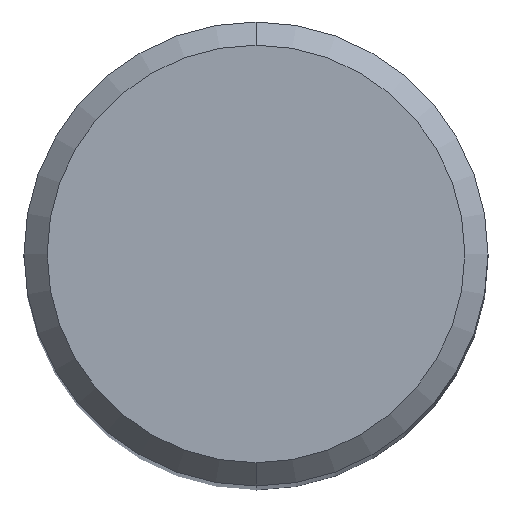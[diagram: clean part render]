
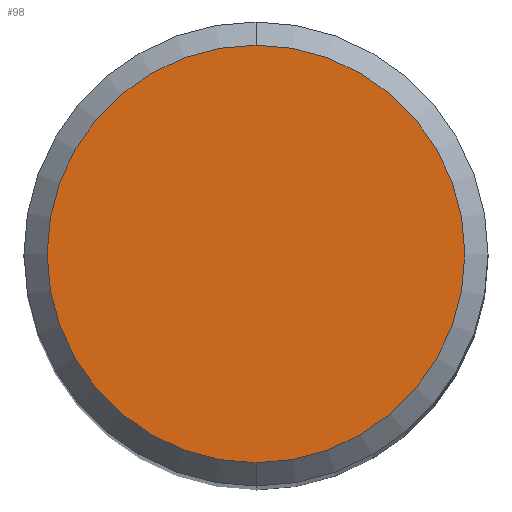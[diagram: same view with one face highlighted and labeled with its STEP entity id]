
A CAD part, top view. The second image highlights one B-rep face of the part: STEP entity #98.
In plain terms, the highlighted planar face has unit normal (0, 0, 1).
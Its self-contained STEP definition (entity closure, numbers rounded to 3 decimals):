
#98=ADVANCED_FACE('',(#236),#237,.T.);
#122=EDGE_CURVE('',#158,#140,#265,.T.);
#140=VERTEX_POINT('',#285);
#142=EDGE_CURVE('',#140,#158,#287,.T.);
#158=VERTEX_POINT('',#305);
#236=FACE_OUTER_BOUND('',#384,.T.);
#237=PLANE('',#385);
#265=CIRCLE('',#422,3.6);
#285=CARTESIAN_POINT('',(0.0,3.6,0.01));
#287=CIRCLE('',#448,3.6);
#305=CARTESIAN_POINT('',(0.,-3.6,0.01));
#384=EDGE_LOOP('',(#553,#554));
#385=AXIS2_PLACEMENT_3D('',#555,#556,#557);
#422=AXIS2_PLACEMENT_3D('',#597,#598,#599);
#448=AXIS2_PLACEMENT_3D('',#629,#630,#631);
#553=ORIENTED_EDGE('',*,*,#142,.F.);
#554=ORIENTED_EDGE('',*,*,#122,.F.);
#555=CARTESIAN_POINT('',(0.0,1.8,0.01));
#556=DIRECTION('',(-0.0,0.0,1.0));
#557=DIRECTION('',(0.0,-1.0,0.0));
#597=CARTESIAN_POINT('',(0.0,0.0,0.01));
#598=DIRECTION('',(0.0,0.0,-1.0));
#599=DIRECTION('',(0.0,1.0,0.0));
#629=CARTESIAN_POINT('',(0.0,0.0,0.01));
#630=DIRECTION('',(0.0,0.0,-1.0));
#631=DIRECTION('',(0.0,1.0,0.0));
